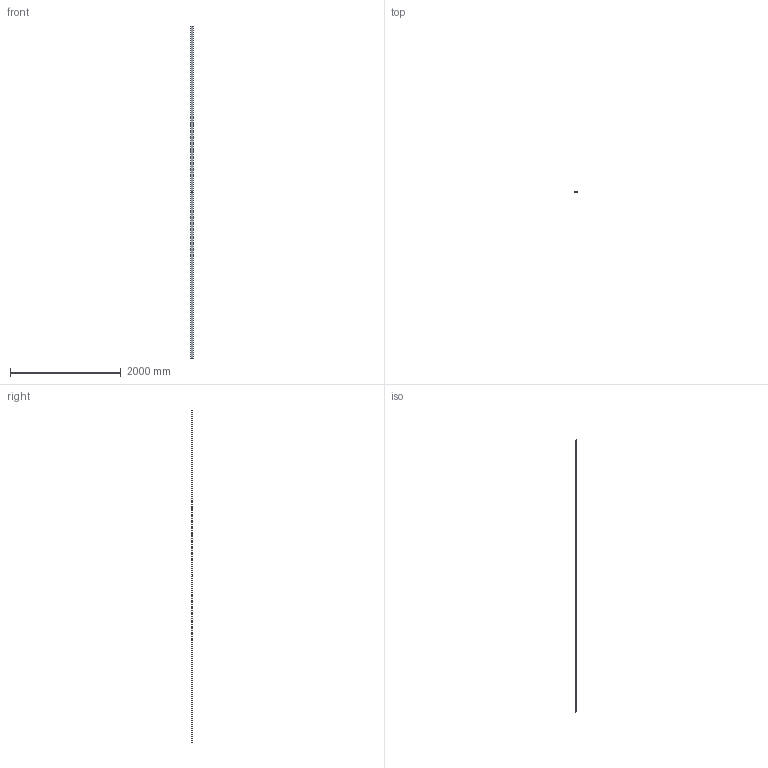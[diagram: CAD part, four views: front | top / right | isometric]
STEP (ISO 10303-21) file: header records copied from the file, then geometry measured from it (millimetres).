
FILE_DESCRIPTION (( 'STEP AP203' ), '1' );
FILE_NAME ('2304-6.step', '2022-04-29T09:01:55', ( '' ), ( '' ), 'SwSTEP 2.0', 'SolidWorks 2018', '' );
FILE_SCHEMA (( 'CONFIG_CONTROL_DESIGN' ));
Length unit declared in the file: millimetre
Products named in the file (1): 2304-6
Bounding box: 40 x 8 x 6000 mm (x, y, z)
Volume: 1261592.1 mm3; surface area: 583227.5 mm2
Topology: 1 solids, 1 shells, 240 faces, 651 edges, 434 vertices
Faces by surface type: plane 132, bspline 106, cylinder 2
Entity records: 12480 total; most frequent: CARTESIAN_POINT 7072, ORIENTED_EDGE 1302, DIRECTION 713, EDGE_CURVE 651, VECTOR 435, LINE 435, VERTEX_POINT 434, EDGE_LOOP 261
